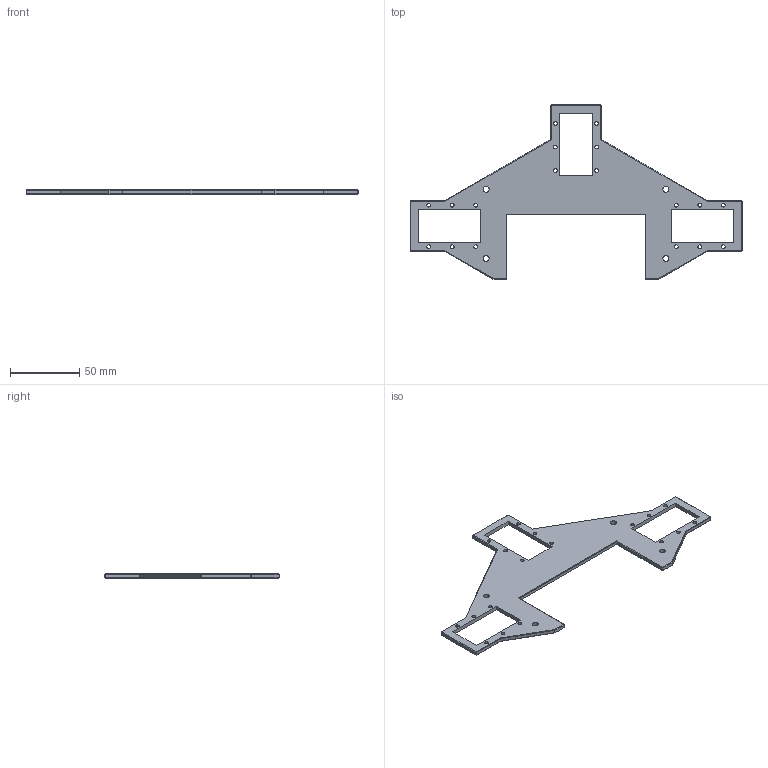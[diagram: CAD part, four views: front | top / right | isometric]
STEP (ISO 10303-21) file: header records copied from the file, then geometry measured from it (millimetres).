
FILE_DESCRIPTION(/* description */ (''),/* implementation_level */ '2;1');
FILE_NAME(/* name */ 'front-bracket_v2.step',/* time_stamp */ '2023-01-15T12:01:22-08:00',/* author */ (''),/* organization */ (''),/* preprocessor_version */ 'ST-DEVELOPER v19.2',/* originating_system */ 'Autodesk Translation Framework v11.17.0.187',/* authorisation */ '');
FILE_SCHEMA (('AUTOMOTIVE_DESIGN { 1 0 10303 214 3 1 1 }'));
Length unit declared in the file: millimetre
Products named in the file (1): front-bracket
Bounding box: 240 x 125.95 x 3 mm (x, y, z)
Volume: 28926.5 mm3; surface area: 23075.9 mm2
Topology: 1 solids, 1 shells, 114 faces, 268 edges, 156 vertices
Faces by surface type: plane 92, cylinder 22
Full cylindrical faces by diameter (mm): 2.7 x18, 4.3 x4
Entity records: 3301 total; most frequent: DIRECTION 542, CARTESIAN_POINT 539, ORIENTED_EDGE 536, EDGE_CURVE 268, LINE 224, VECTOR 224, EDGE_LOOP 164, AXIS2_PLACEMENT_3D 159
